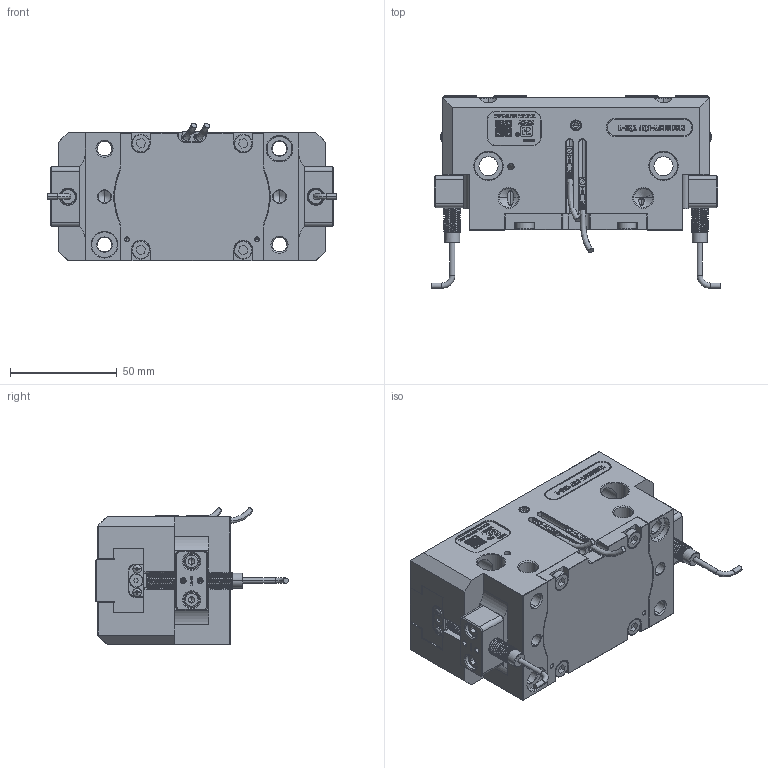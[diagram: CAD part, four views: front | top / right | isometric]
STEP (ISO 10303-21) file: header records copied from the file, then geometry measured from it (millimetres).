
FILE_DESCRIPTION (( 'STEP AP203' ), '1' );
FILE_NAME ('FY-JGP 125-1軞傖.STEP', '2023-09-28T01:51:59', ( 'User' ), ( 'Microsoft' ), 'SwSTEP 2.0', 'SolidWorks 2015', '' );
FILE_SCHEMA (( 'CONFIG_CONTROL_DESIGN' ));
Length unit declared in the file: millimetre
Products named in the file (20): FY-JGP 125-1綴裔; FY-JGZ 64-1賑輸結啣; M5X12情芛蹟隊; cross recessed pan head screws gb_GB_CROSS_SCREWS_TYPE1 M2X6-6  H type-N; hex socket set screws with flat point gb_GB_FASTENER_SCREWS_HSFP M5X5-N; FY-JGP 100-1覃誹蹟隊; 陔遴LOGO齪; FY-JGP 125-1賑輸郪璃; FY-JGP 125-1褲极; FY-JGP 125-1賑輸; 本公司二维码-梵煜2; 諉輪羲壽M8; M8接近开关安装支架-D50两爪; 陔遴LOGO齪郪磁; 棠俶羲壽4.0X15; hexagon socket head cap screws gb_GB_FASTENER_SCREWS_HSHCS M4X12-N; FY-JGP 125-1軞傖; FY-JGP 125-1前盖; FY-JGP 125-1倰瘍齪; hexagon socket countersunk head screws gb_GB_FASTENER_SCREWS_HSCHS M3X8-N
Assembly tree (36 placements, depth 3):
  FY-JGP 125-1軞傖
    FY-JGP 125-1褲极
    M8接近开关安装支架-D50两爪  x2
    hexagon socket head cap screws gb_GB_FASTENER_SCREWS_HSHCS M4X12-N  x4
    FY-JGP 125-1倰瘍齪
    FY-JGP 125-1賑輸郪璃  x2
      FY-JGP 125-1賑輸
      FY-JGZ 64-1賑輸結啣
      cross recessed pan head screws gb_GB_CROSS_SCREWS_TYPE1 M2X6-6  H type-N
      FY-JGP 100-1覃誹蹟隊
    諉輪羲壽M8  x2
    棠俶羲壽4.0X15  x2
    FY-JGP 125-1前盖
    hexagon socket countersunk head screws gb_GB_FASTENER_SCREWS_HSCHS M3X8-N  x4
    FY-JGP 125-1綴裔
    M5X12情芛蹟隊  x4
    hex socket set screws with flat point gb_GB_FASTENER_SCREWS_HSFP M5X5-N  x4
    陔遴LOGO齪郪磁
      陔遴LOGO齪
      本公司二维码-梵煜2
Bounding box: 135.77 x 90.36 x 64.36 mm (x, y, z)
Volume: 400989.2 mm3; surface area: 104013.3 mm2
Topology: 48 solids, 48 shells, 3913 faces, 10211 edges, 6539 vertices
Faces by surface type: plane 2048, bspline 717, cylinder 676, cone 414, torus 50, sphere 8
Entity records: 117494 total; most frequent: CARTESIAN_POINT 50086, ORIENTED_EDGE 14372, DIRECTION 11660, EDGE_CURVE 7186, LINE 4978, VECTOR 4978, VERTEX_POINT 4661, AXIS2_PLACEMENT_3D 3341
